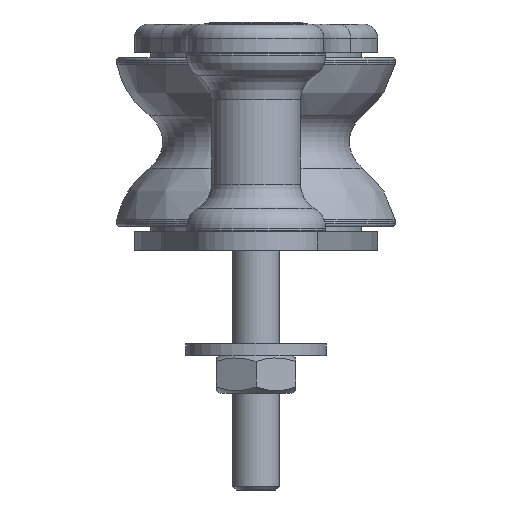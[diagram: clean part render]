
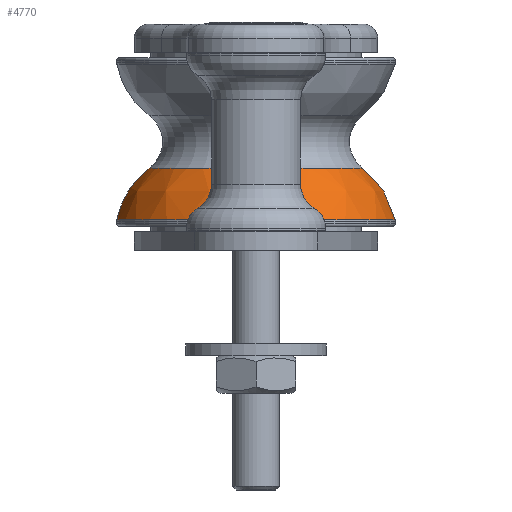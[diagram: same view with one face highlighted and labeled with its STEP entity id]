
A CAD part, left-side view. The second image highlights one B-rep face of the part: STEP entity #4770.
In plain terms, the highlighted free-form (B-spline) face has degree [2, 2] with [3, 9] control points.
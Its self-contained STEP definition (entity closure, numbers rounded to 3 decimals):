
#22=(
BOUNDED_SURFACE()
B_SPLINE_SURFACE(2,2,((#8613,#8614,#8615,#8616,#8617,#8618,#8619,#8620,
#8621),(#8622,#8623,#8624,#8625,#8626,#8627,#8628,#8629,#8630),(#8631,#8632,
#8633,#8634,#8635,#8636,#8637,#8638,#8639)),.UNSPECIFIED.,.F.,.T.,.F.)
B_SPLINE_SURFACE_WITH_KNOTS((3,3),(3,2,2,2,3),(0.19,0.929),
(-3.142,-1.571,0.,1.571,3.142),
 .UNSPECIFIED.)
GEOMETRIC_REPRESENTATION_ITEM()
RATIONAL_B_SPLINE_SURFACE(((1.,0.707,1.,0.707,1.,
0.707,1.,0.707,1.),(0.933,0.659,
0.933,0.659,0.933,0.659,
0.933,0.659,0.933),(1.,0.707,
1.,0.707,1.,0.707,1.,0.707,1.)))
REPRESENTATION_ITEM('')
SURFACE()
);
#517=(
BOUNDED_CURVE()
B_SPLINE_CURVE(2,(#8644,#8645,#8646),.UNSPECIFIED.,.F.,.F.)
B_SPLINE_CURVE_WITH_KNOTS((3,3),(-0.929,-0.19),
 .UNSPECIFIED.)
CURVE()
GEOMETRIC_REPRESENTATION_ITEM()
RATIONAL_B_SPLINE_CURVE((1.,0.933,1.))
REPRESENTATION_ITEM('')
);
#1188=FACE_OUTER_BOUND('',#1727,.T.);
#1727=EDGE_LOOP('',(#4238,#4239,#4240,#4241,#4242,#4243));
#2064=CIRCLE('',#5405,29.714);
#2065=CIRCLE('',#5406,29.714);
#2066=CIRCLE('',#5407,22.811);
#2067=CIRCLE('',#5408,22.811);
#2516=VERTEX_POINT('',#8609);
#2517=VERTEX_POINT('',#8610);
#2518=VERTEX_POINT('',#8640);
#2519=VERTEX_POINT('',#8641);
#3098=EDGE_CURVE('',#2516,#2517,#2064,.T.);
#3099=EDGE_CURVE('',#2517,#2516,#2065,.T.);
#3100=EDGE_CURVE('',#2518,#2519,#2066,.T.);
#3101=EDGE_CURVE('',#2519,#2518,#2067,.T.);
#3102=EDGE_CURVE('',#2519,#2517,#517,.T.);
#4238=ORIENTED_EDGE('',*,*,#3100,.F.);
#4239=ORIENTED_EDGE('',*,*,#3101,.F.);
#4240=ORIENTED_EDGE('',*,*,#3102,.T.);
#4241=ORIENTED_EDGE('',*,*,#3099,.T.);
#4242=ORIENTED_EDGE('',*,*,#3098,.T.);
#4243=ORIENTED_EDGE('',*,*,#3102,.F.);
#4770=ADVANCED_FACE('',(#1188),#22,.F.);
#5405=AXIS2_PLACEMENT_3D('',#8611,#6845,#6846);
#5406=AXIS2_PLACEMENT_3D('',#8612,#6847,#6848);
#5407=AXIS2_PLACEMENT_3D('',#8642,#6849,#6850);
#5408=AXIS2_PLACEMENT_3D('',#8643,#6851,#6852);
#6845=DIRECTION('center_axis',(0.,0.,
1.));
#6846=DIRECTION('ref_axis',(1.,0.,0.));
#6847=DIRECTION('center_axis',(0.,0.,
1.));
#6848=DIRECTION('ref_axis',(1.,0.,0.));
#6849=DIRECTION('center_axis',(0.,0.,
1.));
#6850=DIRECTION('ref_axis',(1.,0.,0.));
#6851=DIRECTION('center_axis',(0.,0.,
1.));
#6852=DIRECTION('ref_axis',(1.,0.,0.));
#8609=CARTESIAN_POINT('',(-230.286,0.,2.529));
#8610=CARTESIAN_POINT('',(-260.,29.714,2.529));
#8611=CARTESIAN_POINT('Origin',(-260.,0.,2.529));
#8612=CARTESIAN_POINT('Origin',(-260.,0.,2.529));
#8613=CARTESIAN_POINT('Ctrl Pts',(-260.,29.714,2.529));
#8614=CARTESIAN_POINT('Ctrl Pts',(-289.714,29.714,2.529));
#8615=CARTESIAN_POINT('Ctrl Pts',(-289.714,0.,
2.529));
#8616=CARTESIAN_POINT('Ctrl Pts',(-289.714,-29.714,2.529));
#8617=CARTESIAN_POINT('Ctrl Pts',(-260.,-29.714,2.529));
#8618=CARTESIAN_POINT('Ctrl Pts',(-230.286,-29.714,2.529));
#8619=CARTESIAN_POINT('Ctrl Pts',(-230.286,0.,
2.529));
#8620=CARTESIAN_POINT('Ctrl Pts',(-230.286,29.714,2.529));
#8621=CARTESIAN_POINT('Ctrl Pts',(-260.,29.714,2.529));
#8622=CARTESIAN_POINT('Ctrl Pts',(-260.,28.394,9.371));
#8623=CARTESIAN_POINT('Ctrl Pts',(-288.394,28.394,9.371));
#8624=CARTESIAN_POINT('Ctrl Pts',(-288.394,0.,
9.371));
#8625=CARTESIAN_POINT('Ctrl Pts',(-288.394,-28.394,9.371));
#8626=CARTESIAN_POINT('Ctrl Pts',(-260.,-28.394,9.371));
#8627=CARTESIAN_POINT('Ctrl Pts',(-231.606,-28.394,9.371));
#8628=CARTESIAN_POINT('Ctrl Pts',(-231.606,0.,
9.371));
#8629=CARTESIAN_POINT('Ctrl Pts',(-231.606,28.394,9.371));
#8630=CARTESIAN_POINT('Ctrl Pts',(-260.,28.394,9.371));
#8631=CARTESIAN_POINT('Ctrl Pts',(-260.,22.811,13.542));
#8632=CARTESIAN_POINT('Ctrl Pts',(-282.811,22.811,13.542));
#8633=CARTESIAN_POINT('Ctrl Pts',(-282.811,0.,
13.542));
#8634=CARTESIAN_POINT('Ctrl Pts',(-282.811,-22.811,13.542));
#8635=CARTESIAN_POINT('Ctrl Pts',(-260.,-22.811,13.542));
#8636=CARTESIAN_POINT('Ctrl Pts',(-237.189,-22.811,13.542));
#8637=CARTESIAN_POINT('Ctrl Pts',(-237.189,0.,
13.542));
#8638=CARTESIAN_POINT('Ctrl Pts',(-237.189,22.811,13.542));
#8639=CARTESIAN_POINT('Ctrl Pts',(-260.,22.811,13.542));
#8640=CARTESIAN_POINT('',(-237.189,0.,13.542));
#8641=CARTESIAN_POINT('',(-260.,22.811,13.542));
#8642=CARTESIAN_POINT('Origin',(-260.,0.,13.542));
#8643=CARTESIAN_POINT('Origin',(-260.,0.,13.542));
#8644=CARTESIAN_POINT('Ctrl Pts',(-260.,22.811,13.542));
#8645=CARTESIAN_POINT('Ctrl Pts',(-260.,28.394,9.371));
#8646=CARTESIAN_POINT('Ctrl Pts',(-260.,29.714,2.529));
